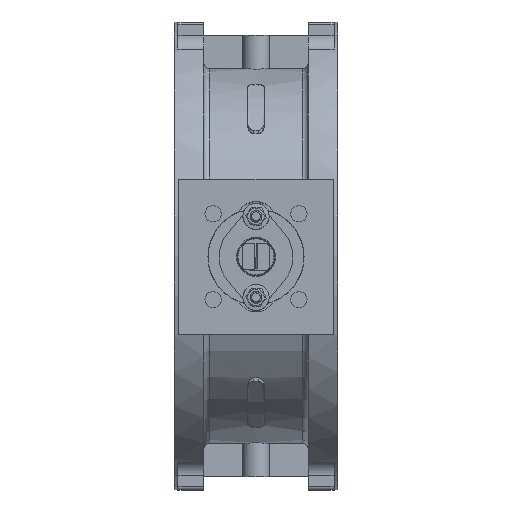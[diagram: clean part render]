
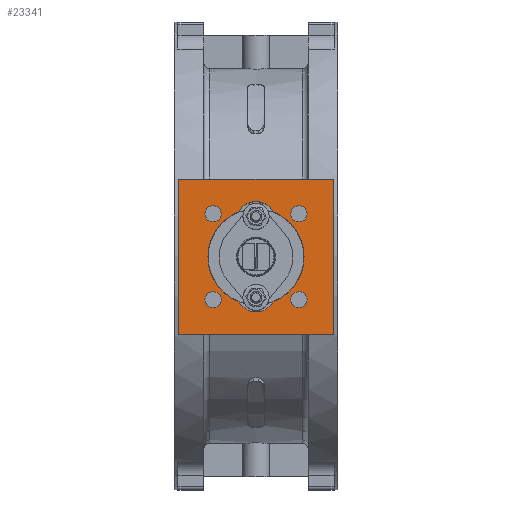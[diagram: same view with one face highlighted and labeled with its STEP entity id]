
A CAD part, top view. The second image highlights one B-rep face of the part: STEP entity #23341.
In plain terms, the highlighted planar face has unit normal (0, 0, 1).
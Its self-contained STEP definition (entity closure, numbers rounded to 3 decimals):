
#1176=LINE('',#37238,#2431);
#1188=LINE('',#37262,#2443);
#1195=LINE('',#37275,#2450);
#1991=LINE('',#43210,#3246);
#2431=VECTOR('',#27858,10.);
#2443=VECTOR('',#27872,10.);
#2450=VECTOR('',#27881,10.);
#3246=VECTOR('',#31867,10.);
#3913=PLANE('',#25835);
#4995=FACE_BOUND('',#8446,.T.);
#4996=FACE_BOUND('',#8447,.T.);
#4997=FACE_BOUND('',#8448,.T.);
#4998=FACE_BOUND('',#8449,.T.);
#4999=FACE_BOUND('',#8450,.T.);
#6422=FACE_OUTER_BOUND('',#8445,.T.);
#8445=EDGE_LOOP('',(#20294,#20295,#20296,#20297));
#8446=EDGE_LOOP('',(#20298,#20299,#20300,#20301));
#8447=EDGE_LOOP('',(#20302));
#8448=EDGE_LOOP('',(#20303));
#8449=EDGE_LOOP('',(#20304));
#8450=EDGE_LOOP('',(#20305));
#9571=CIRCLE('',#25812,11.);
#9573=CIRCLE('',#25815,11.);
#9575=CIRCLE('',#25818,11.);
#9577=CIRCLE('',#25821,11.);
#9579=CIRCLE('',#25824,26.);
#9581=CIRCLE('',#25827,65.25);
#9583=CIRCLE('',#25830,26.);
#9585=CIRCLE('',#25833,65.25);
#10259=VERTEX_POINT('',#37235);
#10260=VERTEX_POINT('',#37237);
#10271=VERTEX_POINT('',#37261);
#10274=VERTEX_POINT('',#37269);
#11615=VERTEX_POINT('',#43286);
#11617=VERTEX_POINT('',#43291);
#11619=VERTEX_POINT('',#43296);
#11621=VERTEX_POINT('',#43301);
#11623=VERTEX_POINT('',#43306);
#11624=VERTEX_POINT('',#43307);
#11627=VERTEX_POINT('',#43315);
#11629=VERTEX_POINT('',#43321);
#12651=EDGE_CURVE('',#10259,#10260,#1176,.T.);
#12663=EDGE_CURVE('',#10260,#10271,#1188,.T.);
#12670=EDGE_CURVE('',#10271,#10274,#1195,.T.);
#14511=EDGE_CURVE('',#10274,#10259,#1991,.T.);
#14548=EDGE_CURVE('',#11615,#11615,#9571,.T.);
#14550=EDGE_CURVE('',#11617,#11617,#9573,.T.);
#14552=EDGE_CURVE('',#11619,#11619,#9575,.T.);
#14554=EDGE_CURVE('',#11621,#11621,#9577,.T.);
#14556=EDGE_CURVE('',#11623,#11624,#9579,.T.);
#14560=EDGE_CURVE('',#11627,#11623,#9581,.T.);
#14563=EDGE_CURVE('',#11629,#11627,#9583,.T.);
#14566=EDGE_CURVE('',#11624,#11629,#9585,.T.);
#20294=ORIENTED_EDGE('',*,*,#14511,.F.);
#20295=ORIENTED_EDGE('',*,*,#12670,.F.);
#20296=ORIENTED_EDGE('',*,*,#12663,.F.);
#20297=ORIENTED_EDGE('',*,*,#12651,.F.);
#20298=ORIENTED_EDGE('',*,*,#14560,.F.);
#20299=ORIENTED_EDGE('',*,*,#14563,.F.);
#20300=ORIENTED_EDGE('',*,*,#14566,.F.);
#20301=ORIENTED_EDGE('',*,*,#14556,.F.);
#20302=ORIENTED_EDGE('',*,*,#14554,.F.);
#20303=ORIENTED_EDGE('',*,*,#14552,.F.);
#20304=ORIENTED_EDGE('',*,*,#14550,.F.);
#20305=ORIENTED_EDGE('',*,*,#14548,.F.);
#23341=ADVANCED_FACE('',(#6422,#4995,#4996,#4997,#4998,#4999),#3913,.F.);
#25812=AXIS2_PLACEMENT_3D('',#43287,#31934,#31935);
#25815=AXIS2_PLACEMENT_3D('',#43292,#31940,#31941);
#25818=AXIS2_PLACEMENT_3D('',#43297,#31946,#31947);
#25821=AXIS2_PLACEMENT_3D('',#43302,#31952,#31953);
#25824=AXIS2_PLACEMENT_3D('',#43308,#31958,#31959);
#25827=AXIS2_PLACEMENT_3D('',#43316,#31966,#31967);
#25830=AXIS2_PLACEMENT_3D('',#43322,#31973,#31974);
#25833=AXIS2_PLACEMENT_3D('',#43327,#31980,#31981);
#25835=AXIS2_PLACEMENT_3D('',#43329,#31984,#31985);
#27858=DIRECTION('',(0.,1.,0.));
#27872=DIRECTION('',(1.,0.,0.));
#27881=DIRECTION('',(0.,-1.,0.));
#31867=DIRECTION('',(-1.,0.,0.));
#31934=DIRECTION('center_axis',(0.,0.,
1.));
#31935=DIRECTION('ref_axis',(0.,1.,0.));
#31940=DIRECTION('center_axis',(0.,0.,
1.));
#31941=DIRECTION('ref_axis',(0.,1.,0.));
#31946=DIRECTION('center_axis',(0.,0.,
1.));
#31947=DIRECTION('ref_axis',(0.,1.,0.));
#31952=DIRECTION('center_axis',(0.,0.,
1.));
#31953=DIRECTION('ref_axis',(0.,1.,0.));
#31958=DIRECTION('center_axis',(0.,0.,
1.));
#31959=DIRECTION('ref_axis',(0.,1.,0.));
#31966=DIRECTION('center_axis',(0.,0.,
1.));
#31967=DIRECTION('ref_axis',(0.,1.,0.));
#31973=DIRECTION('center_axis',(0.,0.,
1.));
#31974=DIRECTION('ref_axis',(0.,1.,0.));
#31980=DIRECTION('center_axis',(0.,0.,
1.));
#31981=DIRECTION('ref_axis',(0.,1.,0.));
#31984=DIRECTION('center_axis',(0.,0.,
-1.));
#31985=DIRECTION('ref_axis',(1.,0.,0.));
#37235=CARTESIAN_POINT('',(-105.,-107.,532.));
#37237=CARTESIAN_POINT('',(-105.,103.,532.));
#37238=CARTESIAN_POINT('',(-105.,-2.,532.));
#37261=CARTESIAN_POINT('',(105.,103.,532.));
#37262=CARTESIAN_POINT('',(-105.,103.,532.));
#37269=CARTESIAN_POINT('',(105.,-107.,532.));
#37275=CARTESIAN_POINT('',(105.,103.,532.));
#43210=CARTESIAN_POINT('',(0.,-107.,532.));
#43286=CARTESIAN_POINT('',(58.336,-71.336,532.));
#43287=CARTESIAN_POINT('Origin',(58.336,-60.336,532.));
#43291=CARTESIAN_POINT('',(58.336,45.336,532.));
#43292=CARTESIAN_POINT('Origin',(58.336,56.336,532.));
#43296=CARTESIAN_POINT('',(-58.336,45.336,532.));
#43297=CARTESIAN_POINT('Origin',(-58.336,56.336,532.));
#43301=CARTESIAN_POINT('',(-58.336,-71.336,532.));
#43302=CARTESIAN_POINT('Origin',(-58.336,-60.336,532.));
#43306=CARTESIAN_POINT('',(23.041,59.047,532.));
#43307=CARTESIAN_POINT('',(-23.041,59.047,532.));
#43308=CARTESIAN_POINT('Origin',(0.,47.,
532.));
#43315=CARTESIAN_POINT('',(23.041,-63.047,532.));
#43316=CARTESIAN_POINT('Origin',(0.,-2.,
532.));
#43321=CARTESIAN_POINT('',(-23.041,-63.047,532.));
#43322=CARTESIAN_POINT('Origin',(0.,-51.,
532.));
#43327=CARTESIAN_POINT('Origin',(0.,-2.,
532.));
#43329=CARTESIAN_POINT('Origin',(-105.,103.,532.));
